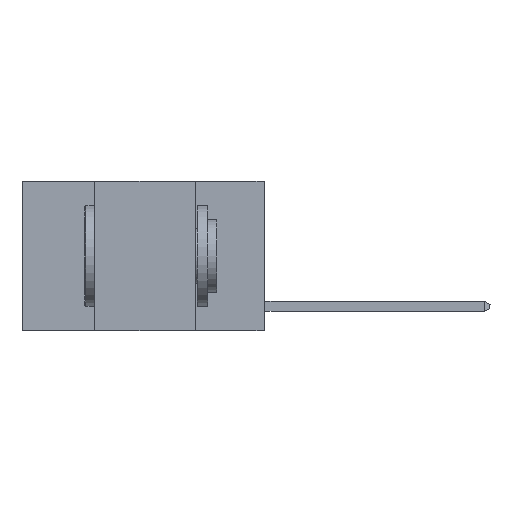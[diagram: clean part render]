
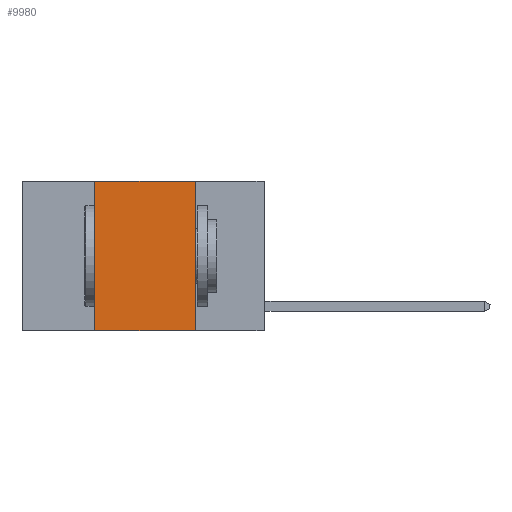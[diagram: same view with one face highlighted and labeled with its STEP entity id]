
A CAD part, left-side view. The second image highlights one B-rep face of the part: STEP entity #9980.
In plain terms, the highlighted planar face has unit normal (-1, 0, 0).
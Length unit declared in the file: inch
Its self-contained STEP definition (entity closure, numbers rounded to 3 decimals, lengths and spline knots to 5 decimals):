
#194 = FACE_OUTER_BOUND ( 'NONE', #14562, .T. ) ;
#892 = VERTEX_POINT ( 'NONE', #19753 ) ;
#1889 = EDGE_CURVE ( 'NONE', #22117, #4839, #21863, .T. ) ;
#2966 = CARTESIAN_POINT ( 'NONE',  ( 0., 0.17, -0.37 ) ) ;
#4401 = LINE ( 'NONE', #5410, #18769 ) ;
#4784 = LINE ( 'NONE', #5261, #23701 ) ;
#4839 = VERTEX_POINT ( 'NONE', #2966 ) ;
#5261 = CARTESIAN_POINT ( 'NONE',  ( 0., 0.6, 0. ) ) ;
#5410 = CARTESIAN_POINT ( 'NONE',  ( 0., 0.42, 0. ) ) ;
#5717 = ORIENTED_EDGE ( 'NONE', *, *, #1889, .F. ) ;
#6293 = VECTOR ( 'NONE', #13552, 39.37008 ) ;
#7016 = ORIENTED_EDGE ( 'NONE', *, *, #23374, .F. ) ;
#7407 = DIRECTION ( 'NONE',  ( 0., 0., 1. ) ) ;
#7809 = VECTOR ( 'NONE', #13439, 39.37008 ) ;
#8261 = ORIENTED_EDGE ( 'NONE', *, *, #22070, .T. ) ;
#9980 = ADVANCED_FACE ( 'NONE', ( #194 ), #23429, .F. ) ;
#11476 = CARTESIAN_POINT ( 'NONE',  ( 0., 0.6, -0.37 ) ) ;
#11598 = CARTESIAN_POINT ( 'NONE',  ( 0., 0.17, 0. ) ) ;
#11782 = CARTESIAN_POINT ( 'NONE',  ( 0., 0.6, 0. ) ) ;
#11837 = VERTEX_POINT ( 'NONE', #13239 ) ;
#12490 = AXIS2_PLACEMENT_3D ( 'NONE', #11782, #25350, #13741 ) ;
#13239 = CARTESIAN_POINT ( 'NONE',  ( 0., 0.42, 0. ) ) ;
#13439 = DIRECTION ( 'NONE',  ( 0., -1., 0. ) ) ;
#13552 = DIRECTION ( 'NONE',  ( 0., 0., -1. ) ) ;
#13691 = EDGE_CURVE ( 'NONE', #11837, #22117, #4784, .T. ) ;
#13741 = DIRECTION ( 'NONE',  ( 0., 0., -1. ) ) ;
#14562 = EDGE_LOOP ( 'NONE', ( #5717, #15245, #7016, #8261 ) ) ;
#15245 = ORIENTED_EDGE ( 'NONE', *, *, #13691, .F. ) ;
#18247 = LINE ( 'NONE', #11476, #7809 ) ;
#18769 = VECTOR ( 'NONE', #7407, 39.37008 ) ;
#19753 = CARTESIAN_POINT ( 'NONE',  ( 0., 0.42, -0.37 ) ) ;
#21863 = LINE ( 'NONE', #11598, #6293 ) ;
#22070 = EDGE_CURVE ( 'NONE', #892, #4839, #18247, .T. ) ;
#22117 = VERTEX_POINT ( 'NONE', #25135 ) ;
#22936 = DIRECTION ( 'NONE',  ( 0., -1., 0. ) ) ;
#23374 = EDGE_CURVE ( 'NONE', #892, #11837, #4401, .T. ) ;
#23429 = PLANE ( 'NONE',  #12490 ) ;
#23701 = VECTOR ( 'NONE', #22936, 39.37008 ) ;
#25135 = CARTESIAN_POINT ( 'NONE',  ( 0., 0.17, 0. ) ) ;
#25350 = DIRECTION ( 'NONE',  ( 1., 0., 0. ) ) ;
